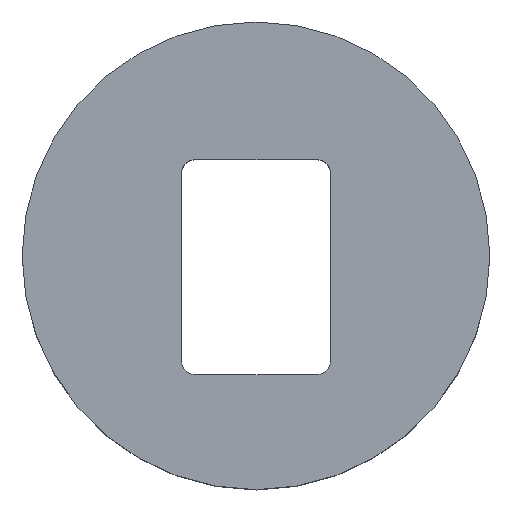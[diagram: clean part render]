
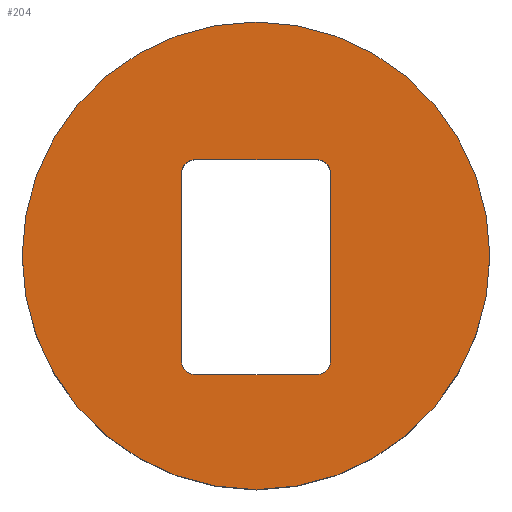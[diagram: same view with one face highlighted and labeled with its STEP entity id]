
A CAD part, top view. The second image highlights one B-rep face of the part: STEP entity #204.
In plain terms, the highlighted planar face has unit normal (0, 0, 1).
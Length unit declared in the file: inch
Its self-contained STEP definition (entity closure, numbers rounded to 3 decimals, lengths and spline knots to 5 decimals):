
#15=FACE_BOUND('',#44,.T.);
#21=PLANE('',#245);
#32=FACE_OUTER_BOUND('',#43,.T.);
#43=EDGE_LOOP('',(#172));
#44=EDGE_LOOP('',(#173,#174,#175,#176,#177,#178,#179,#180));
#49=LINE('',#320,#66);
#53=LINE('',#332,#70);
#57=LINE('',#344,#74);
#61=LINE('',#355,#78);
#66=VECTOR('',#259,0.3937);
#70=VECTOR('',#271,0.3937);
#74=VECTOR('',#283,0.3937);
#78=VECTOR('',#295,0.3937);
#81=CIRCLE('',#227,0.02756);
#83=CIRCLE('',#231,0.02756);
#85=CIRCLE('',#235,0.02756);
#87=CIRCLE('',#239,0.02756);
#90=CIRCLE('',#244,0.44932);
#91=VERTEX_POINT('',#310);
#92=VERTEX_POINT('',#311);
#95=VERTEX_POINT('',#319);
#97=VERTEX_POINT('',#325);
#99=VERTEX_POINT('',#331);
#101=VERTEX_POINT('',#337);
#103=VERTEX_POINT('',#343);
#105=VERTEX_POINT('',#349);
#108=VERTEX_POINT('',#360);
#109=EDGE_CURVE('',#91,#92,#81,.T.);
#113=EDGE_CURVE('',#92,#95,#49,.T.);
#116=EDGE_CURVE('',#95,#97,#83,.T.);
#119=EDGE_CURVE('',#97,#99,#53,.T.);
#122=EDGE_CURVE('',#99,#101,#85,.T.);
#125=EDGE_CURVE('',#101,#103,#57,.T.);
#128=EDGE_CURVE('',#103,#105,#87,.T.);
#131=EDGE_CURVE('',#105,#91,#61,.T.);
#135=EDGE_CURVE('',#108,#108,#90,.T.);
#172=ORIENTED_EDGE('',*,*,#135,.T.);
#173=ORIENTED_EDGE('',*,*,#131,.T.);
#174=ORIENTED_EDGE('',*,*,#109,.T.);
#175=ORIENTED_EDGE('',*,*,#113,.T.);
#176=ORIENTED_EDGE('',*,*,#116,.T.);
#177=ORIENTED_EDGE('',*,*,#119,.T.);
#178=ORIENTED_EDGE('',*,*,#122,.T.);
#179=ORIENTED_EDGE('',*,*,#125,.T.);
#180=ORIENTED_EDGE('',*,*,#128,.T.);
#204=ADVANCED_FACE('',(#32,#15),#21,.T.);
#227=AXIS2_PLACEMENT_3D('',#312,#251,#252);
#231=AXIS2_PLACEMENT_3D('',#326,#264,#265);
#235=AXIS2_PLACEMENT_3D('',#338,#276,#277);
#239=AXIS2_PLACEMENT_3D('',#350,#288,#289);
#244=AXIS2_PLACEMENT_3D('',#362,#302,#303);
#245=AXIS2_PLACEMENT_3D('',#363,#304,#305);
#251=DIRECTION('center_axis',(0.,0.,-1.));
#252=DIRECTION('ref_axis',(1.,0.,0.));
#259=DIRECTION('',(0.,1.,0.));
#264=DIRECTION('center_axis',(0.,0.,-1.));
#265=DIRECTION('ref_axis',(0.,-1.,0.));
#271=DIRECTION('',(1.,0.,0.));
#276=DIRECTION('center_axis',(0.,0.,-1.));
#277=DIRECTION('ref_axis',(-1.,0.,0.));
#283=DIRECTION('',(0.,-1.,0.));
#288=DIRECTION('center_axis',(0.,0.,-1.));
#289=DIRECTION('ref_axis',(0.,1.,0.));
#295=DIRECTION('',(-1.,0.,0.));
#302=DIRECTION('center_axis',(0.,0.,1.));
#303=DIRECTION('ref_axis',(1.,0.,0.));
#304=DIRECTION('center_axis',(0.,0.,1.));
#305=DIRECTION('ref_axis',(1.,0.,0.));
#310=CARTESIAN_POINT('',(-0.25197,-0.00787,0.));
#311=CARTESIAN_POINT('',(-0.27953,0.01969,0.));
#312=CARTESIAN_POINT('Origin',(-0.25197,0.01969,0.));
#319=CARTESIAN_POINT('',(-0.27953,0.37795,0.));
#320=CARTESIAN_POINT('',(-0.27953,0.01969,0.));
#325=CARTESIAN_POINT('',(-0.25197,0.40551,0.));
#326=CARTESIAN_POINT('Origin',(-0.25197,0.37795,0.));
#331=CARTESIAN_POINT('',(-0.01969,0.40551,0.));
#332=CARTESIAN_POINT('',(-0.25197,0.40551,0.));
#337=CARTESIAN_POINT('',(0.00787,0.37795,0.));
#338=CARTESIAN_POINT('Origin',(-0.01969,0.37795,0.));
#343=CARTESIAN_POINT('',(0.00787,0.01969,0.));
#344=CARTESIAN_POINT('',(0.00787,0.37795,0.));
#349=CARTESIAN_POINT('',(-0.01969,-0.00787,0.));
#350=CARTESIAN_POINT('Origin',(-0.01969,0.01969,0.));
#355=CARTESIAN_POINT('',(-0.01969,-0.00787,0.));
#360=CARTESIAN_POINT('',(-0.58515,0.22047,0.));
#362=CARTESIAN_POINT('Origin',(-0.13583,0.22047,0.));
#363=CARTESIAN_POINT('Origin',(-0.13583,0.22047,0.));
